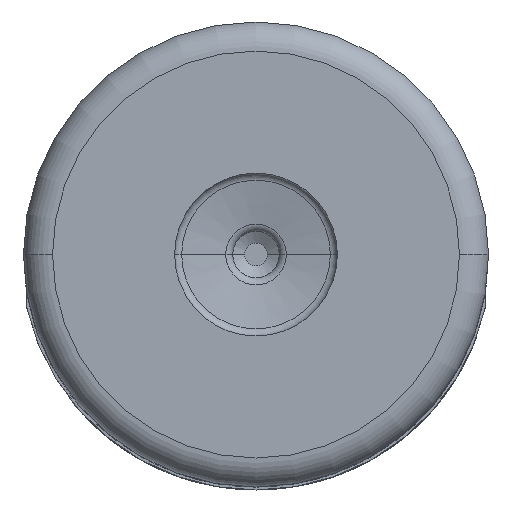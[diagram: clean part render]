
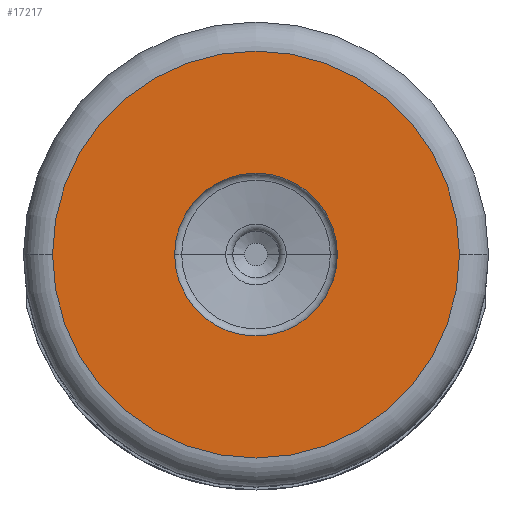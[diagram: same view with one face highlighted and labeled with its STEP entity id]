
A CAD part, front view. The second image highlights one B-rep face of the part: STEP entity #17217.
In plain terms, the highlighted planar face has unit normal (0, -1, 0).
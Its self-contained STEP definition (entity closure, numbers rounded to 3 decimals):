
#2568=CARTESIAN_POINT('',(0.,-4.,0.));
#2569=DIRECTION('',(0.,-1.,0.));
#2570=DIRECTION('',(1.,0.,0.));
#2571=AXIS2_PLACEMENT_3D('',#2568,#2569,#2570);
#2583=CARTESIAN_POINT('',(0.,-4.,0.));
#2584=DIRECTION('',(0.,-1.,0.));
#2585=DIRECTION('',(-1.,0.,0.));
#2586=AXIS2_PLACEMENT_3D('',#2583,#2584,#2585);
#2588=CARTESIAN_POINT('',(0.,-4.,0.));
#2589=DIRECTION('',(0.,-1.,0.));
#2590=DIRECTION('',(1.,0.,0.));
#2591=AXIS2_PLACEMENT_3D('',#2588,#2589,#2590);
#2593=CARTESIAN_POINT('',(0.,-4.,0.));
#2594=DIRECTION('',(0.,-1.,0.));
#2595=DIRECTION('',(-1.,0.,0.));
#2596=AXIS2_PLACEMENT_3D('',#2593,#2594,#2595);
#14458=CARTESIAN_POINT('',(-1.4,-4.,0.));
#14459=CARTESIAN_POINT('',(1.4,-4.,0.));
#14460=VERTEX_POINT('',#14458);
#14461=VERTEX_POINT('',#14459);
#14462=CARTESIAN_POINT('',(3.5,-4.,0.));
#14463=CARTESIAN_POINT('',(-3.5,-4.,0.));
#14464=VERTEX_POINT('',#14462);
#14465=VERTEX_POINT('',#14463);
#17201=CARTESIAN_POINT('',(0.,-4.,0.));
#17202=DIRECTION('',(0.,1.,0.));
#17203=DIRECTION('',(1.,0.,0.));
#17204=AXIS2_PLACEMENT_3D('',#17201,#17202,#17203);
#17205=PLANE('',#17204);
#17206=ORIENTED_EDGE('',*,*,#17191,.F.);
#17208=ORIENTED_EDGE('',*,*,#17207,.F.);
#17209=EDGE_LOOP('',(#17206,#17208));
#17210=FACE_OUTER_BOUND('',#17209,.F.);
#17212=ORIENTED_EDGE('',*,*,#17211,.T.);
#17214=ORIENTED_EDGE('',*,*,#17213,.T.);
#17215=EDGE_LOOP('',(#17212,#17214));
#17216=FACE_BOUND('',#17215,.F.);
#17217=ADVANCED_FACE('',(#17210,#17216),#17205,.F.);
#2572=CIRCLE('',#2571,3.5);
#2587=CIRCLE('',#2586,1.4);
#2592=CIRCLE('',#2591,1.4);
#2597=CIRCLE('',#2596,3.5);
#17191=EDGE_CURVE('',#14464,#14465,#2572,.T.);
#17207=EDGE_CURVE('',#14465,#14464,#2597,.T.);
#17211=EDGE_CURVE('',#14460,#14461,#2587,.T.);
#17213=EDGE_CURVE('',#14461,#14460,#2592,.T.);
